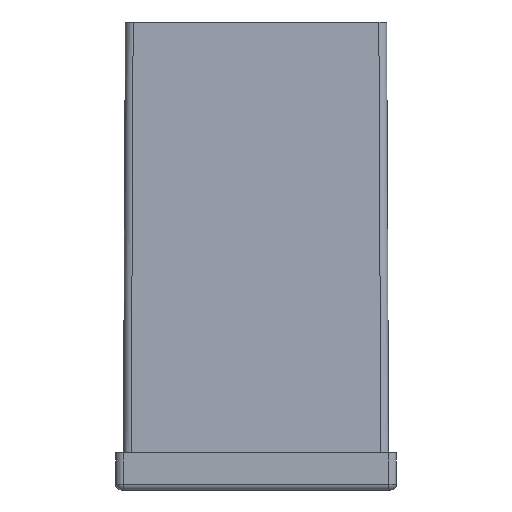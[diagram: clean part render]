
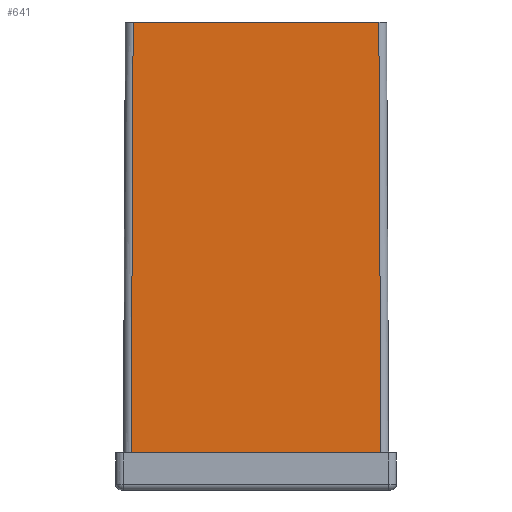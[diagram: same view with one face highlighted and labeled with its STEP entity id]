
A CAD part, front view. The second image highlights one B-rep face of the part: STEP entity #641.
In plain terms, the highlighted planar face has unit normal (0, -1, 0.004).
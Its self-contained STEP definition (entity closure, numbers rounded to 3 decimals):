
#49 = LINE ( 'NONE', #1167, #1347 ) ;
#220 = CARTESIAN_POINT ( 'NONE',  ( 32., -34., -110.5 ) ) ;
#276 = LINE ( 'NONE', #1997, #1731 ) ;
#291 = VERTEX_POINT ( 'NONE', #1664 ) ;
#394 = DIRECTION ( 'NONE',  ( 1., 0., 0. ) ) ;
#580 = EDGE_LOOP ( 'NONE', ( #1542, #1981, #1898, #1331 ) ) ;
#587 = LINE ( 'NONE', #1098, #1675 ) ;
#641 = ADVANCED_FACE ( 'NONE', ( #961 ), #1588, .T. ) ;
#642 = CARTESIAN_POINT ( 'NONE',  ( -33.5, -33.5, 0. ) ) ;
#713 = CARTESIAN_POINT ( 'NONE',  ( -32., -34., -110.5 ) ) ;
#879 = LINE ( 'NONE', #1639, #1640 ) ;
#961 = FACE_OUTER_BOUND ( 'NONE', #580, .T. ) ;
#1085 = AXIS2_PLACEMENT_3D ( 'NONE', #642, #1766, #1749 ) ;
#1098 = CARTESIAN_POINT ( 'NONE',  ( -33.5, -34., -110.5 ) ) ;
#1101 = EDGE_CURVE ( 'NONE', #1489, #1972, #587, .T. ) ;
#1118 = DIRECTION ( 'NONE',  ( 1., 0., 0. ) ) ;
#1147 = VERTEX_POINT ( 'NONE', #1299 ) ;
#1167 = CARTESIAN_POINT ( 'NONE',  ( 31.499, -33.499, 0.294 ) ) ;
#1299 = CARTESIAN_POINT ( 'NONE',  ( -31.5, -33.5, 0. ) ) ;
#1331 = ORIENTED_EDGE ( 'NONE', *, *, #1788, .T. ) ;
#1347 = VECTOR ( 'NONE', #1619, 1000. ) ;
#1489 = VERTEX_POINT ( 'NONE', #713 ) ;
#1505 = EDGE_CURVE ( 'NONE', #1147, #291, #276, .T. ) ;
#1542 = ORIENTED_EDGE ( 'NONE', *, *, #1101, .T. ) ;
#1588 = PLANE ( 'NONE',  #1085 ) ;
#1619 = DIRECTION ( 'NONE',  ( -0.005, 0.005, 1. ) ) ;
#1639 = CARTESIAN_POINT ( 'NONE',  ( -31.5, -33.5, -0.009 ) ) ;
#1640 = VECTOR ( 'NONE', #1649, 1000. ) ;
#1649 = DIRECTION ( 'NONE',  ( -0.005, -0.005, -1. ) ) ;
#1664 = CARTESIAN_POINT ( 'NONE',  ( 31.5, -33.5, 0. ) ) ;
#1675 = VECTOR ( 'NONE', #1118, 1000. ) ;
#1706 = EDGE_CURVE ( 'NONE', #1972, #291, #49, .T. ) ;
#1731 = VECTOR ( 'NONE', #394, 1000. ) ;
#1749 = DIRECTION ( 'NONE',  ( 0., -0.005, -1. ) ) ;
#1766 = DIRECTION ( 'NONE',  ( 0., -1., 0.005 ) ) ;
#1788 = EDGE_CURVE ( 'NONE', #1147, #1489, #879, .T. ) ;
#1898 = ORIENTED_EDGE ( 'NONE', *, *, #1505, .F. ) ;
#1972 = VERTEX_POINT ( 'NONE', #220 ) ;
#1981 = ORIENTED_EDGE ( 'NONE', *, *, #1706, .T. ) ;
#1997 = CARTESIAN_POINT ( 'NONE',  ( -33.5, -33.5, 0. ) ) ;
